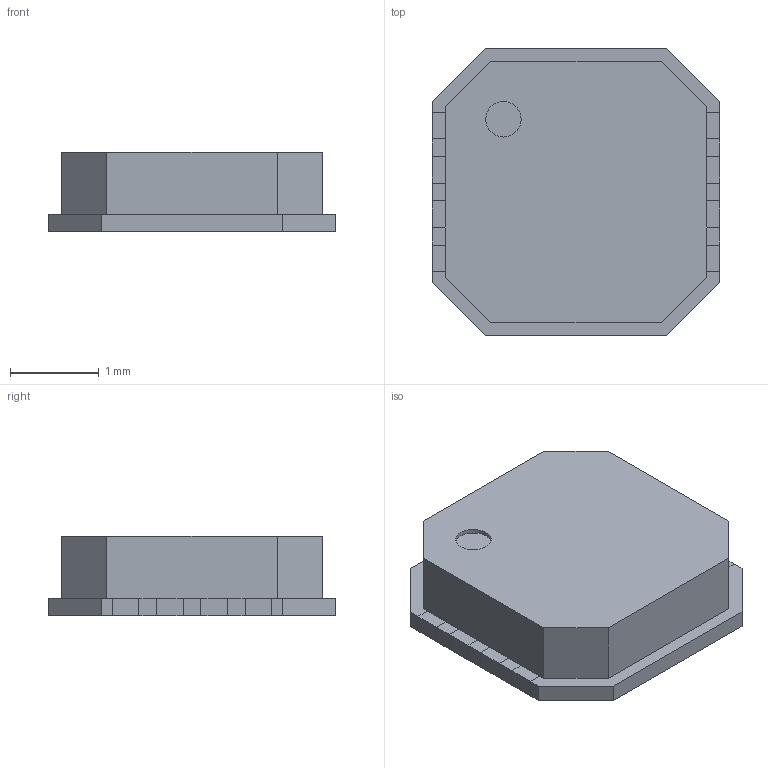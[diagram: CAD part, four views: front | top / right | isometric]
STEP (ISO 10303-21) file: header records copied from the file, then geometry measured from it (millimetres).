
FILE_DESCRIPTION((''),'2;1');
FILE_NAME('SON50P300X300X90-9N-R160X189.stp','2010-01-13T17:51:10',(''),(''),'Mechanical Desktop 2006','Mechanical Desktop 2006',', , ');
FILE_SCHEMA(('AUTOMOTIVE_DESIGN { 1 2 10303 214 0 1 1 1 }'));
Length unit declared in the file: millimetre
Products named in the file (1): Product
Bounding box: 3.25 x 3.25 x 0.9 mm (x, y, z)
Volume: 7.7 mm3; surface area: 56.9 mm2
Topology: 11 solids, 11 shells, 146 faces, 366 edges, 244 vertices
Faces by surface type: plane 68, bspline 44, cylinder 34
Entity records: 4620 total; most frequent: CARTESIAN_POINT 1113, ORIENTED_EDGE 732, DIRECTION 672, EDGE_CURVE 366, VECTOR 266, LINE 266, VERTEX_POINT 244, AXIS2_PLACEMENT_3D 203
